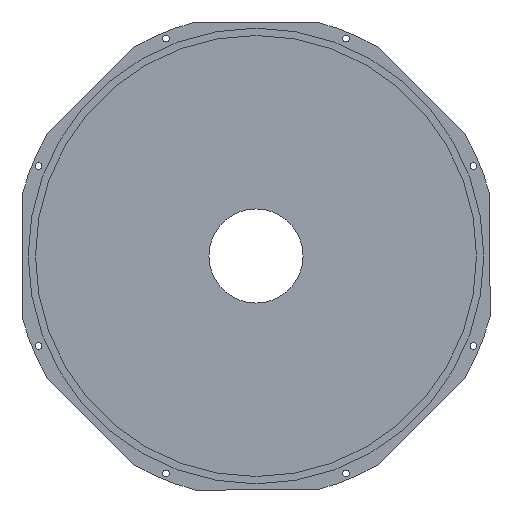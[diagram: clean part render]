
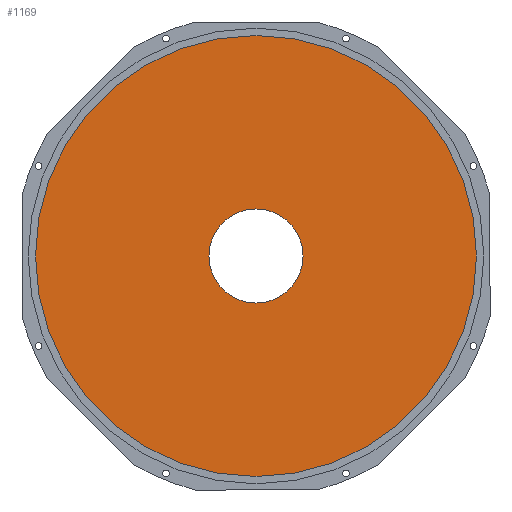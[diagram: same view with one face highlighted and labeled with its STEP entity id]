
A CAD part, front view. The second image highlights one B-rep face of the part: STEP entity #1169.
In plain terms, the highlighted planar face has unit normal (0, -1, 0).
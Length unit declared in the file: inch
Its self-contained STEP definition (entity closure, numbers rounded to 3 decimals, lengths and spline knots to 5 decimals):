
#85 = VERTEX_POINT ( 'NONE', #705 ) ;
#91 = EDGE_CURVE ( 'NONE', #2031, #85, #1560, .T. ) ;
#102 = CARTESIAN_POINT ( 'NONE',  ( 0., 0., 0. ) ) ;
#204 = AXIS2_PLACEMENT_3D ( 'NONE', #102, #1796, #1212 ) ;
#221 = CARTESIAN_POINT ( 'NONE',  ( 0., 0., 0. ) ) ;
#227 = CIRCLE ( 'NONE', #503, 4.5375 ) ;
#396 = FACE_BOUND ( 'NONE', #1762, .T. ) ;
#449 = CARTESIAN_POINT ( 'NONE',  ( 0., 0., 0. ) ) ;
#503 = AXIS2_PLACEMENT_3D ( 'NONE', #2336, #1380, #1528 ) ;
#705 = CARTESIAN_POINT ( 'NONE',  ( 0., 0., -0.9675 ) ) ;
#806 = EDGE_CURVE ( 'NONE', #85, #2031, #1388, .T. ) ;
#809 = PLANE ( 'NONE',  #2309 ) ;
#868 = DIRECTION ( 'NONE',  ( 0., -1., 0. ) ) ;
#918 = CARTESIAN_POINT ( 'NONE',  ( 0., 0., -4.5375 ) ) ;
#974 = DIRECTION ( 'NONE',  ( 0., 1., 0. ) ) ;
#1017 = ORIENTED_EDGE ( 'NONE', *, *, #806, .T. ) ;
#1048 = CARTESIAN_POINT ( 'NONE',  ( 0., 0., 4.5375 ) ) ;
#1169 = ADVANCED_FACE ( 'NONE', ( #396, #1372 ), #809, .F. ) ;
#1201 = ORIENTED_EDGE ( 'NONE', *, *, #91, .T. ) ;
#1210 = DIRECTION ( 'NONE',  ( 0., 0., -1. ) ) ;
#1212 = DIRECTION ( 'NONE',  ( 0., 0., 1. ) ) ;
#1306 = EDGE_CURVE ( 'NONE', #2067, #2075, #1822, .T. ) ;
#1372 = FACE_OUTER_BOUND ( 'NONE', #1916, .T. ) ;
#1380 = DIRECTION ( 'NONE',  ( 0., -1., 0. ) ) ;
#1388 = CIRCLE ( 'NONE', #204, 0.9675 ) ;
#1463 = DIRECTION ( 'NONE',  ( 0., 1., 0. ) ) ;
#1482 = AXIS2_PLACEMENT_3D ( 'NONE', #2436, #1463, #1486 ) ;
#1486 = DIRECTION ( 'NONE',  ( 0., 0., 1. ) ) ;
#1528 = DIRECTION ( 'NONE',  ( 0., 0., -1. ) ) ;
#1560 = CIRCLE ( 'NONE', #1482, 0.9675 ) ;
#1620 = EDGE_CURVE ( 'NONE', #2075, #2067, #227, .T. ) ;
#1670 = CARTESIAN_POINT ( 'NONE',  ( 0., 0., 0.9675 ) ) ;
#1762 = EDGE_LOOP ( 'NONE', ( #1201, #1017 ) ) ;
#1796 = DIRECTION ( 'NONE',  ( 0., 1., 0. ) ) ;
#1822 = CIRCLE ( 'NONE', #2142, 4.5375 ) ;
#1849 = ORIENTED_EDGE ( 'NONE', *, *, #1620, .T. ) ;
#1859 = ORIENTED_EDGE ( 'NONE', *, *, #1306, .T. ) ;
#1915 = DIRECTION ( 'NONE',  ( 0., 0., 1. ) ) ;
#1916 = EDGE_LOOP ( 'NONE', ( #1859, #1849 ) ) ;
#2031 = VERTEX_POINT ( 'NONE', #1670 ) ;
#2067 = VERTEX_POINT ( 'NONE', #918 ) ;
#2075 = VERTEX_POINT ( 'NONE', #1048 ) ;
#2142 = AXIS2_PLACEMENT_3D ( 'NONE', #449, #868, #1210 ) ;
#2309 = AXIS2_PLACEMENT_3D ( 'NONE', #221, #974, #1915 ) ;
#2336 = CARTESIAN_POINT ( 'NONE',  ( 0., 0., 0. ) ) ;
#2436 = CARTESIAN_POINT ( 'NONE',  ( 0., 0., 0. ) ) ;
